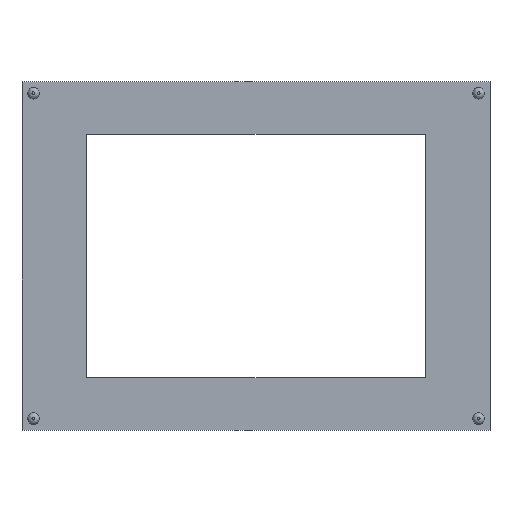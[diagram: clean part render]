
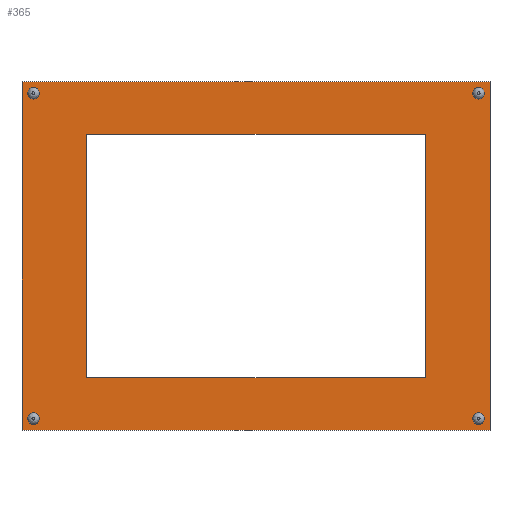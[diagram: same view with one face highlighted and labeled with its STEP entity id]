
A CAD part, top view. The second image highlights one B-rep face of the part: STEP entity #365.
In plain terms, the highlighted planar face has unit normal (0, 0, 1).
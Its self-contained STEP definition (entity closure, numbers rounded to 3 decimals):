
#15=FACE_BOUND('',#138,.T.);
#16=FACE_BOUND('',#139,.T.);
#17=FACE_BOUND('',#140,.T.);
#18=FACE_BOUND('',#141,.T.);
#19=FACE_BOUND('',#142,.T.);
#33=PLANE('',#417);
#39=LINE('',#685,#67);
#43=LINE('',#693,#71);
#46=LINE('',#699,#74);
#49=LINE('',#704,#77);
#53=LINE('',#713,#81);
#56=LINE('',#719,#84);
#59=LINE('',#725,#87);
#62=LINE('',#729,#90);
#67=VECTOR('',#483,10.);
#71=VECTOR('',#489,10.);
#74=VECTOR('',#494,10.);
#77=VECTOR('',#499,10.);
#81=VECTOR('',#505,10.);
#84=VECTOR('',#510,10.);
#87=VECTOR('',#515,10.);
#90=VECTOR('',#520,10.);
#115=FACE_OUTER_BOUND('',#137,.T.);
#137=EDGE_LOOP('',(#321,#322,#323,#324));
#138=EDGE_LOOP('',(#325));
#139=EDGE_LOOP('',(#326));
#140=EDGE_LOOP('',(#327));
#141=EDGE_LOOP('',(#328));
#142=EDGE_LOOP('',(#329,#330,#331,#332));
#149=CIRCLE('',#386,1.);
#154=CIRCLE('',#393,1.);
#159=CIRCLE('',#400,1.);
#164=CIRCLE('',#407,1.);
#168=VERTEX_POINT('',#561);
#172=VERTEX_POINT('',#600);
#176=VERTEX_POINT('',#639);
#180=VERTEX_POINT('',#678);
#181=VERTEX_POINT('',#683);
#182=VERTEX_POINT('',#684);
#185=VERTEX_POINT('',#692);
#187=VERTEX_POINT('',#698);
#191=VERTEX_POINT('',#710);
#192=VERTEX_POINT('',#712);
#194=VERTEX_POINT('',#718);
#196=VERTEX_POINT('',#724);
#202=EDGE_CURVE('',#168,#168,#149,.T.);
#208=EDGE_CURVE('',#172,#172,#154,.T.);
#214=EDGE_CURVE('',#176,#176,#159,.T.);
#220=EDGE_CURVE('',#180,#180,#164,.T.);
#221=EDGE_CURVE('',#181,#182,#39,.T.);
#225=EDGE_CURVE('',#185,#181,#43,.T.);
#228=EDGE_CURVE('',#187,#185,#46,.T.);
#231=EDGE_CURVE('',#182,#187,#49,.T.);
#235=EDGE_CURVE('',#192,#191,#53,.T.);
#238=EDGE_CURVE('',#194,#192,#56,.T.);
#241=EDGE_CURVE('',#196,#194,#59,.T.);
#244=EDGE_CURVE('',#191,#196,#62,.T.);
#321=ORIENTED_EDGE('',*,*,#244,.T.);
#322=ORIENTED_EDGE('',*,*,#241,.T.);
#323=ORIENTED_EDGE('',*,*,#238,.T.);
#324=ORIENTED_EDGE('',*,*,#235,.T.);
#325=ORIENTED_EDGE('',*,*,#220,.T.);
#326=ORIENTED_EDGE('',*,*,#202,.T.);
#327=ORIENTED_EDGE('',*,*,#214,.T.);
#328=ORIENTED_EDGE('',*,*,#208,.T.);
#329=ORIENTED_EDGE('',*,*,#221,.T.);
#330=ORIENTED_EDGE('',*,*,#231,.T.);
#331=ORIENTED_EDGE('',*,*,#228,.T.);
#332=ORIENTED_EDGE('',*,*,#225,.T.);
#365=ADVANCED_FACE('',(#115,#15,#16,#17,#18,#19),#33,.T.);
#386=AXIS2_PLACEMENT_3D('',#563,#432,#433);
#393=AXIS2_PLACEMENT_3D('',#602,#447,#448);
#400=AXIS2_PLACEMENT_3D('',#641,#462,#463);
#407=AXIS2_PLACEMENT_3D('',#680,#477,#478);
#417=AXIS2_PLACEMENT_3D('',#730,#521,#522);
#432=DIRECTION('center_axis',(0.,0.,-1.));
#433=DIRECTION('ref_axis',(-1.,0.,0.));
#447=DIRECTION('center_axis',(0.,0.,-1.));
#448=DIRECTION('ref_axis',(-1.,0.,0.));
#462=DIRECTION('center_axis',(0.,0.,-1.));
#463=DIRECTION('ref_axis',(-1.,0.,0.));
#477=DIRECTION('center_axis',(0.,0.,-1.));
#478=DIRECTION('ref_axis',(-1.,0.,0.));
#483=DIRECTION('',(0.,-1.,0.));
#489=DIRECTION('',(1.,0.,0.));
#494=DIRECTION('',(0.,1.,0.));
#499=DIRECTION('',(-1.,0.,0.));
#505=DIRECTION('',(0.,-1.,0.));
#510=DIRECTION('',(-1.,0.,0.));
#515=DIRECTION('',(0.,1.,0.));
#520=DIRECTION('',(1.,0.,0.));
#521=DIRECTION('center_axis',(0.,0.,1.));
#522=DIRECTION('ref_axis',(1.,0.,0.));
#561=CARTESIAN_POINT('',(162.353,-31.51,2.));
#563=CARTESIAN_POINT('Origin',(161.353,-31.51,2.));
#600=CARTESIAN_POINT('',(162.353,25.49,2.));
#602=CARTESIAN_POINT('Origin',(161.353,25.49,2.));
#639=CARTESIAN_POINT('',(240.353,25.49,2.));
#641=CARTESIAN_POINT('Origin',(239.353,25.49,2.));
#678=CARTESIAN_POINT('',(240.353,-31.51,2.));
#680=CARTESIAN_POINT('Origin',(239.353,-31.51,2.));
#683=CARTESIAN_POINT('',(230.003,18.29,2.));
#684=CARTESIAN_POINT('',(230.003,-24.31,2.));
#685=CARTESIAN_POINT('',(230.003,7.64,2.));
#692=CARTESIAN_POINT('',(170.703,18.29,2.));
#693=CARTESIAN_POINT('',(185.528,18.29,2.));
#698=CARTESIAN_POINT('',(170.703,-24.31,2.));
#699=CARTESIAN_POINT('',(170.703,-13.66,2.));
#704=CARTESIAN_POINT('',(215.178,-24.31,2.));
#710=CARTESIAN_POINT('',(159.353,-33.51,2.));
#712=CARTESIAN_POINT('',(159.353,27.49,2.));
#713=CARTESIAN_POINT('',(159.353,-33.51,2.));
#718=CARTESIAN_POINT('',(241.353,27.49,2.));
#719=CARTESIAN_POINT('',(159.353,27.49,2.));
#724=CARTESIAN_POINT('',(241.353,-33.51,2.));
#725=CARTESIAN_POINT('',(241.353,27.49,2.));
#729=CARTESIAN_POINT('',(241.353,-33.51,2.));
#730=CARTESIAN_POINT('Origin',(200.353,-3.01,2.));
